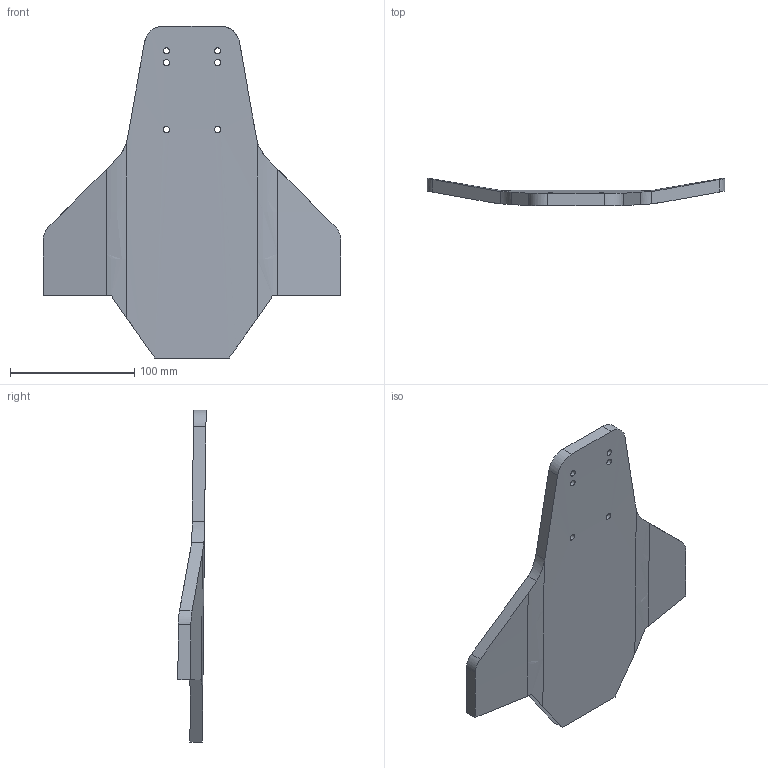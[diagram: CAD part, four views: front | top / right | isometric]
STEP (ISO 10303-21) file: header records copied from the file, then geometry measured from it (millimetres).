
FILE_DESCRIPTION(/* description */ (''),/* implementation_level */ '2;1');
FILE_NAME(/* name */ 'tail.stp',/* time_stamp */ '2025-04-21T22:11:43-07:00',/* author */ ('devan'),/* organization */ (''),/* preprocessor_version */ 'ST-DEVELOPER v20',/* originating_system */ 'Autodesk Inventor 2025',/* authorisation */ '');
FILE_SCHEMA (('AUTOMOTIVE_DESIGN { 1 0 10303 214 3 1 1 }'));
Length unit declared in the file: millimetre
Products named in the file (1): 36
Bounding box: 240 x 22.85 x 267.6 mm (x, y, z)
Volume: 369236.1 mm3; surface area: 88327.7 mm2
Topology: 1 solids, 1 shells, 47 faces, 138 edges, 96 vertices
Faces by surface type: plane 21, cylinder 20, cone 4, torus 2
Full cylindrical faces by diameter (mm): 5 x6
Entity records: 2157 total; most frequent: CARTESIAN_POINT 880, ORIENTED_EDGE 276, DIRECTION 224, EDGE_CURVE 138, VERTEX_POINT 96, AXIS2_PLACEMENT_3D 84, EDGE_LOOP 62, LINE 56
